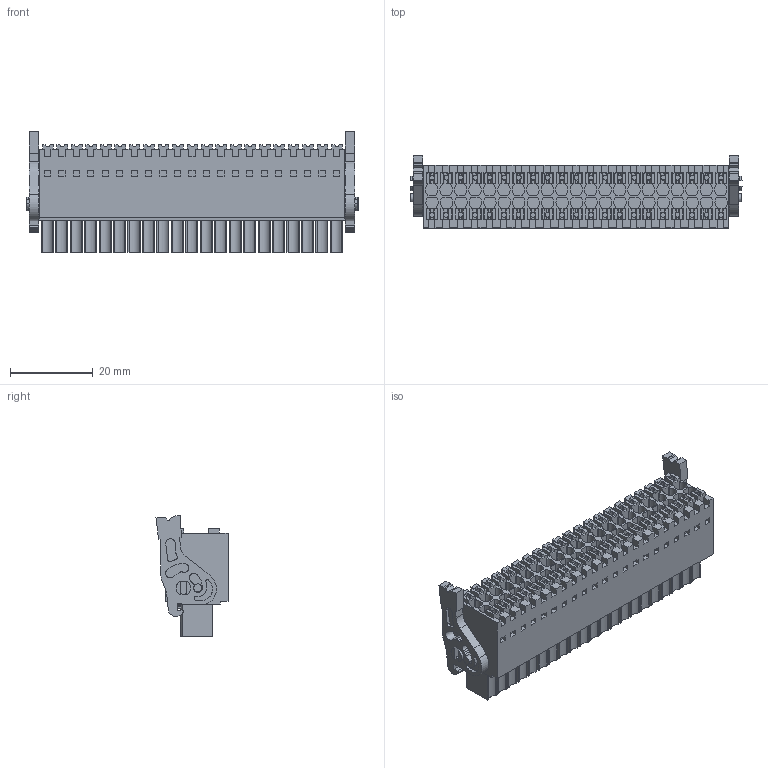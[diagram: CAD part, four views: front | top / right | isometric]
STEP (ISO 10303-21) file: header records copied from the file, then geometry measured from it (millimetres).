
FILE_DESCRIPTION(('CATIA V5 STEP Exchange','CAx-IF Rec.Pracs.--- Model Styling and Organization---1.4--- 2014-01-23'),'2;1');
FILE_NAME ('D1486948_1_2558690000_2558690000.stp','2022-08-03T10:06:09+00:00',('none'),('Weidmueller'),'CATIA Version 5-6 Release 2016 SP3 HF44','CATIA V5 STEP AP214','none');
FILE_SCHEMA(('AUTOMOTIVE_DESIGN { 1 0 10303 214 1 1 1 1 }'));
Products named in the file (1): 2558690000
Bounding box: 80.4 x 17.45 x 29.28 mm (x, y, z)
Volume: 21842.3 mm3; surface area: 16170 mm2
Topology: 45 solids, 45 shells, 2346 faces, 6543 edges, 4362 vertices
Faces by surface type: plane 2026, cylinder 276, extrusion 44
Entity records: 71607 total; most frequent: CARTESIAN_POINT 15368, ORIENTED_EDGE 13086, DIRECTION 9035, EDGE_CURVE 6543, VECTOR 5519, LINE 5475, VERTEX_POINT 4362, EDGE_LOOP 2517
